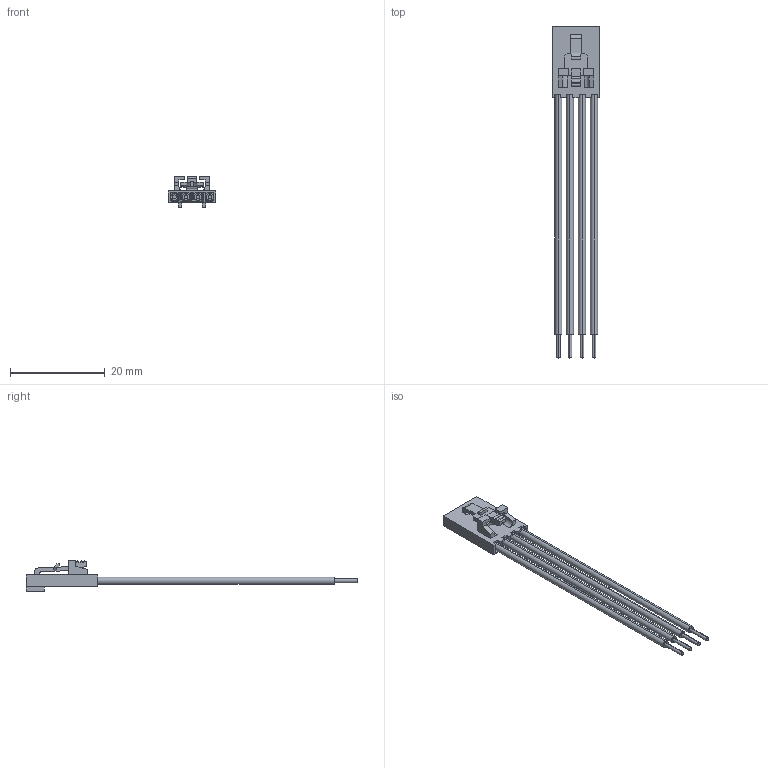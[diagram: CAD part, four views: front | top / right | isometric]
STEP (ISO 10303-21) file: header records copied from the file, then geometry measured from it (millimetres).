
FILE_DESCRIPTION((''),'2;1');
FILE_NAME('2162711040','2021-04-21T',('gga'),(''),'PRO/ENGINEER BY PARAMETRIC TECHNOLOGY CORPORATION, 2016010','PRO/ENGINEER BY PARAMETRIC TECHNOLOGY CORPORATION, 2016010','');
FILE_SCHEMA(('CONFIG_CONTROL_DESIGN'));
Length unit declared in the file: millimetre
Products named in the file (1): 2162711040
Bounding box: 10.08 x 70.14 x 6.58 mm (x, y, z)
Volume: 654.5 mm3; surface area: 2065 mm2
Topology: 5 solids, 5 shells, 280 faces, 803 edges, 540 vertices
Faces by surface type: plane 229, cylinder 51
Entity records: 9212 total; most frequent: CARTESIAN_POINT 1716, ORIENTED_EDGE 1606, DIRECTION 1448, EDGE_CURVE 803, VECTOR 672, LINE 672, VERTEX_POINT 540, AXIS2_PLACEMENT_3D 388
